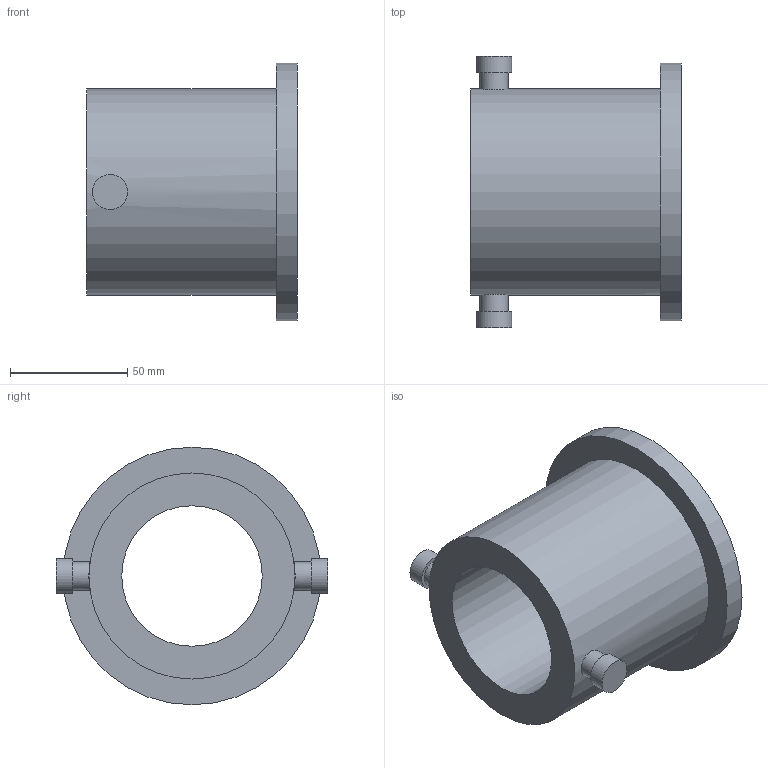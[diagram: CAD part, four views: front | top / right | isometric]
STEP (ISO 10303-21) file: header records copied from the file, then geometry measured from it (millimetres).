
FILE_DESCRIPTION(/* description */ (''),/* implementation_level */ '2;1');
FILE_NAME(/* name */ '',/* time_stamp */ '2023-12-28T10:35:38+07:00',/* author */ ('daveb'),/* organization */ (''),/* preprocessor_version */ 'ST-DEVELOPER v19.2',/* originating_system */ 'Autodesk Inventor 2024',/* authorisation */ '');
FILE_SCHEMA (('AUTOMOTIVE_DESIGN { 1 0 10303 214 3 1 1 }'));
Length unit declared in the file: millimetre
Products named in the file (1): [K2]Vòng_Cản
Bounding box: 90 x 116 x 110 mm (x, y, z)
Volume: 327795.3 mm3; surface area: 57276.9 mm2
Topology: 1 solids, 1 shells, 14 faces, 25 edges, 17 vertices
Faces by surface type: cylinder 7, plane 7
Full cylindrical faces by diameter (mm): 12 x2, 15 x2, 60 x1, 88 x1, 110 x1
Entity records: 455 total; most frequent: CARTESIAN_POINT 126, DIRECTION 62, ORIENTED_EDGE 50, AXIS2_PLACEMENT_3D 27, EDGE_CURVE 25, EDGE_LOOP 20, VERTEX_POINT 17, FACE_OUTER_BOUND 14
